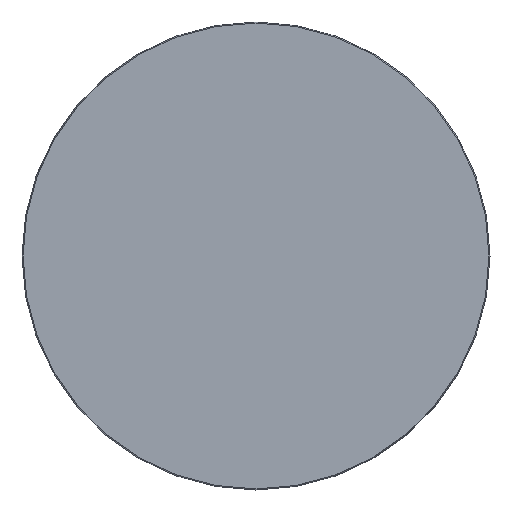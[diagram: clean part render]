
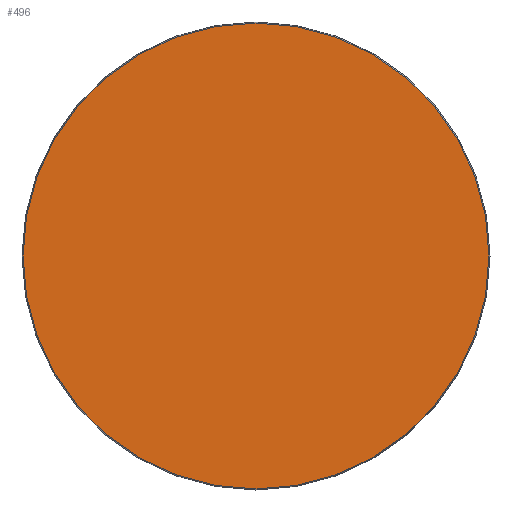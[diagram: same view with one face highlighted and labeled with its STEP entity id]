
A CAD part, front view. The second image highlights one B-rep face of the part: STEP entity #496.
In plain terms, the highlighted planar face has unit normal (0, -1, 0).
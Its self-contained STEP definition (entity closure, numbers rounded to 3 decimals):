
#33=PLANE('',#600);
#70=FACE_OUTER_BOUND('',#105,.T.);
#105=EDGE_LOOP('',(#427));
#186=CIRCLE('',#599,22.5);
#229=VERTEX_POINT('',#916);
#294=EDGE_CURVE('',#229,#229,#186,.T.);
#427=ORIENTED_EDGE('',*,*,#294,.T.);
#496=ADVANCED_FACE('',(#70),#33,.T.);
#599=AXIS2_PLACEMENT_3D('',#917,#775,#776);
#600=AXIS2_PLACEMENT_3D('',#919,#778,#779);
#775=DIRECTION('center_axis',(0.,-1.,0.));
#776=DIRECTION('ref_axis',(1.,0.,0.));
#778=DIRECTION('center_axis',(0.,-1.,0.));
#779=DIRECTION('ref_axis',(0.,0.,-1.));
#916=CARTESIAN_POINT('',(-22.5,0.,0.));
#917=CARTESIAN_POINT('Origin',(0.,0.,0.));
#919=CARTESIAN_POINT('Origin',(11.25,0.,0.));
